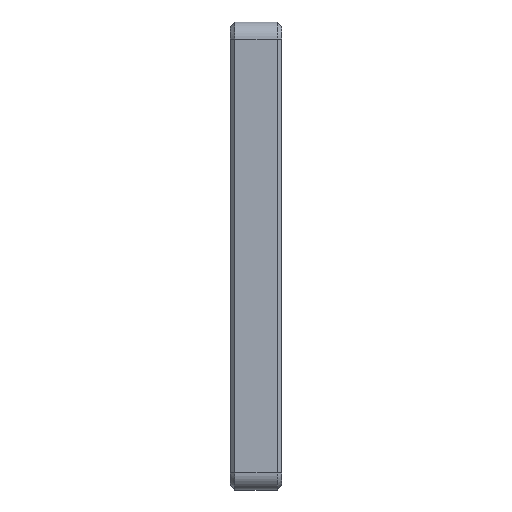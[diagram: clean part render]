
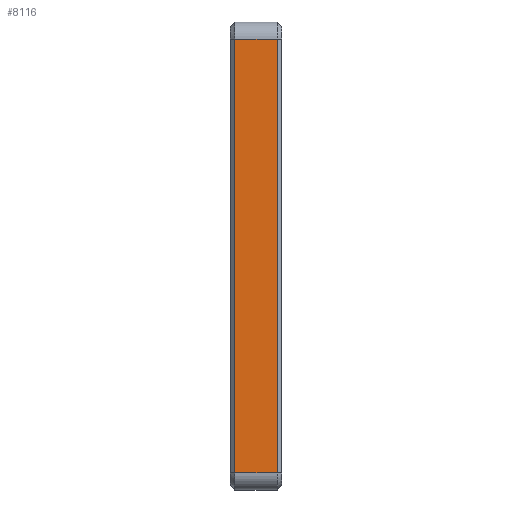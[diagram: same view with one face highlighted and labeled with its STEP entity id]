
A CAD part, left-side view. The second image highlights one B-rep face of the part: STEP entity #8116.
In plain terms, the highlighted planar face has unit normal (-1, 0, 0).
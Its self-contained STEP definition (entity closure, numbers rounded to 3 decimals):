
#77 = DIRECTION ( 'NONE',  ( 0., 0., 1. ) ) ;
#204 = ORIENTED_EDGE ( 'NONE', *, *, #2252, .T. ) ;
#710 = CARTESIAN_POINT ( 'NONE',  ( -46.5, 5.5, -25.5 ) ) ;
#854 = PLANE ( 'NONE',  #4681 ) ;
#942 = VERTEX_POINT ( 'NONE', #710 ) ;
#983 = EDGE_CURVE ( 'NONE', #3912, #4982, #1106, .T. ) ;
#1043 = CARTESIAN_POINT ( 'NONE',  ( -46.5, 6., -25.5 ) ) ;
#1088 = VECTOR ( 'NONE', #5033, 1000. ) ;
#1106 = LINE ( 'NONE', #7266, #9237 ) ;
#2252 = EDGE_CURVE ( 'NONE', #942, #3912, #3215, .T. ) ;
#2785 = CARTESIAN_POINT ( 'NONE',  ( -46.5, 0.5, 25.5 ) ) ;
#3138 = DIRECTION ( 'NONE',  ( 0., 0., -1. ) ) ;
#3215 = LINE ( 'NONE', #1043, #1088 ) ;
#3519 = VERTEX_POINT ( 'NONE', #4890 ) ;
#3848 = CARTESIAN_POINT ( 'NONE',  ( -46.5, 0.5, -25.5 ) ) ;
#3912 = VERTEX_POINT ( 'NONE', #3848 ) ;
#4196 = FACE_OUTER_BOUND ( 'NONE', #7377, .T. ) ;
#4442 = VECTOR ( 'NONE', #3138, 1000. ) ;
#4532 = CARTESIAN_POINT ( 'NONE',  ( -46.5, 6., 25.5 ) ) ;
#4681 = AXIS2_PLACEMENT_3D ( 'NONE', #6524, #9697, #8886 ) ;
#4745 = CARTESIAN_POINT ( 'NONE',  ( -46.5, 5.5, 27.5 ) ) ;
#4890 = CARTESIAN_POINT ( 'NONE',  ( -46.5, 5.5, 25.5 ) ) ;
#4951 = ORIENTED_EDGE ( 'NONE', *, *, #5822, .T. ) ;
#4982 = VERTEX_POINT ( 'NONE', #2785 ) ;
#5033 = DIRECTION ( 'NONE',  ( 0., -1., 0. ) ) ;
#5822 = EDGE_CURVE ( 'NONE', #4982, #3519, #9198, .T. ) ;
#6155 = DIRECTION ( 'NONE',  ( 0., 1., 0. ) ) ;
#6524 = CARTESIAN_POINT ( 'NONE',  ( -46.5, 6., 27.5 ) ) ;
#7191 = VECTOR ( 'NONE', #6155, 1000. ) ;
#7266 = CARTESIAN_POINT ( 'NONE',  ( -46.5, 0.5, 25.5 ) ) ;
#7377 = EDGE_LOOP ( 'NONE', ( #204, #10100, #4951, #9038 ) ) ;
#7936 = LINE ( 'NONE', #4745, #4442 ) ;
#7994 = EDGE_CURVE ( 'NONE', #3519, #942, #7936, .T. ) ;
#8116 = ADVANCED_FACE ( 'NONE', ( #4196 ), #854, .F. ) ;
#8886 = DIRECTION ( 'NONE',  ( 0., 0., -1. ) ) ;
#9038 = ORIENTED_EDGE ( 'NONE', *, *, #7994, .T. ) ;
#9198 = LINE ( 'NONE', #4532, #7191 ) ;
#9237 = VECTOR ( 'NONE', #77, 1000. ) ;
#9697 = DIRECTION ( 'NONE',  ( 1., 0., 0. ) ) ;
#10100 = ORIENTED_EDGE ( 'NONE', *, *, #983, .T. ) ;
